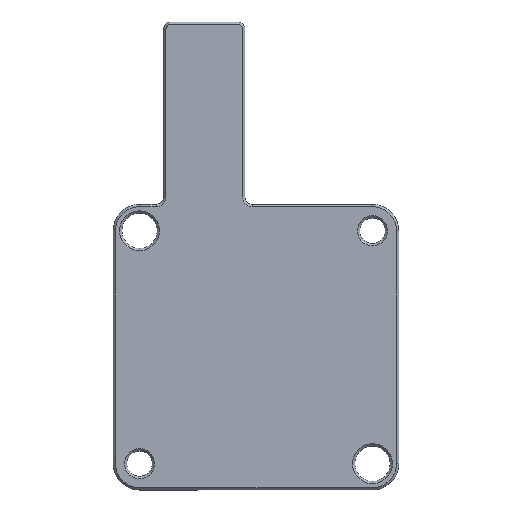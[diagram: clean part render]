
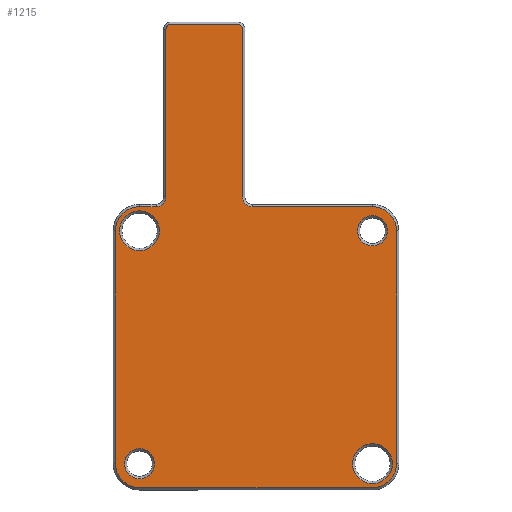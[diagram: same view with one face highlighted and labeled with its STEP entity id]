
A CAD part, front view. The second image highlights one B-rep face of the part: STEP entity #1215.
In plain terms, the highlighted planar face has unit normal (0, -1, 0).
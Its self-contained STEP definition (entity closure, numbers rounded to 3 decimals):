
#28=FACE_BOUND('',#203,.T.);
#29=FACE_BOUND('',#204,.T.);
#30=FACE_BOUND('',#205,.T.);
#31=FACE_BOUND('',#206,.T.);
#77=PLANE('',#1315);
#129=FACE_OUTER_BOUND('',#202,.T.);
#202=EDGE_LOOP('',(#925,#926,#927,#928,#929,#930,#931,#932,#933,#934,#935,
#936,#937,#938,#939,#940));
#203=EDGE_LOOP('',(#941));
#204=EDGE_LOOP('',(#942));
#205=EDGE_LOOP('',(#943));
#206=EDGE_LOOP('',(#944));
#260=CIRCLE('',#1267,0.7);
#262=CIRCLE('',#1271,1.3);
#264=CIRCLE('',#1275,3.2);
#266=CIRCLE('',#1279,3.2);
#268=CIRCLE('',#1283,3.2);
#270=CIRCLE('',#1287,3.2);
#272=CIRCLE('',#1291,1.3);
#274=CIRCLE('',#1295,0.7);
#277=CIRCLE('',#1316,2.);
#278=CIRCLE('',#1317,2.65);
#279=CIRCLE('',#1318,2.65);
#280=CIRCLE('',#1319,2.);
#307=LINE('',#1791,#417);
#311=LINE('',#1803,#421);
#315=LINE('',#1815,#425);
#319=LINE('',#1827,#429);
#323=LINE('',#1839,#433);
#327=LINE('',#1851,#437);
#331=LINE('',#1863,#441);
#335=LINE('',#1874,#445);
#417=VECTOR('',#1411,10.);
#421=VECTOR('',#1423,10.);
#425=VECTOR('',#1435,10.);
#429=VECTOR('',#1447,10.);
#433=VECTOR('',#1459,10.);
#437=VECTOR('',#1471,10.);
#441=VECTOR('',#1483,10.);
#445=VECTOR('',#1495,10.);
#525=VERTEX_POINT('',#1781);
#528=VERTEX_POINT('',#1786);
#529=VERTEX_POINT('',#1790);
#531=VERTEX_POINT('',#1796);
#533=VERTEX_POINT('',#1802);
#535=VERTEX_POINT('',#1808);
#537=VERTEX_POINT('',#1814);
#539=VERTEX_POINT('',#1820);
#541=VERTEX_POINT('',#1826);
#543=VERTEX_POINT('',#1832);
#545=VERTEX_POINT('',#1838);
#547=VERTEX_POINT('',#1844);
#549=VERTEX_POINT('',#1850);
#551=VERTEX_POINT('',#1856);
#553=VERTEX_POINT('',#1862);
#555=VERTEX_POINT('',#1868);
#578=VERTEX_POINT('',#1936);
#579=VERTEX_POINT('',#1938);
#580=VERTEX_POINT('',#1940);
#581=VERTEX_POINT('',#1942);
#638=EDGE_CURVE('',#528,#525,#260,.T.);
#639=EDGE_CURVE('',#525,#529,#307,.T.);
#644=EDGE_CURVE('',#529,#531,#262,.T.);
#645=EDGE_CURVE('',#531,#533,#311,.T.);
#650=EDGE_CURVE('',#533,#535,#264,.T.);
#651=EDGE_CURVE('',#535,#537,#315,.T.);
#656=EDGE_CURVE('',#537,#539,#266,.T.);
#657=EDGE_CURVE('',#539,#541,#319,.T.);
#662=EDGE_CURVE('',#541,#543,#268,.T.);
#663=EDGE_CURVE('',#543,#545,#323,.T.);
#668=EDGE_CURVE('',#545,#547,#270,.T.);
#669=EDGE_CURVE('',#547,#549,#327,.T.);
#674=EDGE_CURVE('',#549,#551,#272,.T.);
#675=EDGE_CURVE('',#551,#553,#331,.T.);
#680=EDGE_CURVE('',#553,#555,#274,.T.);
#681=EDGE_CURVE('',#555,#528,#335,.T.);
#713=EDGE_CURVE('',#578,#578,#277,.T.);
#714=EDGE_CURVE('',#579,#579,#278,.T.);
#715=EDGE_CURVE('',#580,#580,#279,.T.);
#716=EDGE_CURVE('',#581,#581,#280,.T.);
#925=ORIENTED_EDGE('',*,*,#638,.F.);
#926=ORIENTED_EDGE('',*,*,#681,.F.);
#927=ORIENTED_EDGE('',*,*,#680,.F.);
#928=ORIENTED_EDGE('',*,*,#675,.F.);
#929=ORIENTED_EDGE('',*,*,#674,.F.);
#930=ORIENTED_EDGE('',*,*,#669,.F.);
#931=ORIENTED_EDGE('',*,*,#668,.F.);
#932=ORIENTED_EDGE('',*,*,#663,.F.);
#933=ORIENTED_EDGE('',*,*,#662,.F.);
#934=ORIENTED_EDGE('',*,*,#657,.F.);
#935=ORIENTED_EDGE('',*,*,#656,.F.);
#936=ORIENTED_EDGE('',*,*,#651,.F.);
#937=ORIENTED_EDGE('',*,*,#650,.F.);
#938=ORIENTED_EDGE('',*,*,#645,.F.);
#939=ORIENTED_EDGE('',*,*,#644,.F.);
#940=ORIENTED_EDGE('',*,*,#639,.F.);
#941=ORIENTED_EDGE('',*,*,#713,.F.);
#942=ORIENTED_EDGE('',*,*,#714,.F.);
#943=ORIENTED_EDGE('',*,*,#715,.F.);
#944=ORIENTED_EDGE('',*,*,#716,.F.);
#1215=ADVANCED_FACE('',(#129,#28,#29,#30,#31),#77,.F.);
#1267=AXIS2_PLACEMENT_3D('',#1788,#1407,#1408);
#1271=AXIS2_PLACEMENT_3D('',#1800,#1419,#1420);
#1275=AXIS2_PLACEMENT_3D('',#1812,#1431,#1432);
#1279=AXIS2_PLACEMENT_3D('',#1824,#1443,#1444);
#1283=AXIS2_PLACEMENT_3D('',#1836,#1455,#1456);
#1287=AXIS2_PLACEMENT_3D('',#1848,#1467,#1468);
#1291=AXIS2_PLACEMENT_3D('',#1860,#1479,#1480);
#1295=AXIS2_PLACEMENT_3D('',#1872,#1491,#1492);
#1315=AXIS2_PLACEMENT_3D('',#1935,#1553,#1554);
#1316=AXIS2_PLACEMENT_3D('',#1937,#1555,#1556);
#1317=AXIS2_PLACEMENT_3D('',#1939,#1557,#1558);
#1318=AXIS2_PLACEMENT_3D('',#1941,#1559,#1560);
#1319=AXIS2_PLACEMENT_3D('',#1943,#1561,#1562);
#1407=DIRECTION('center_axis',(0.,1.,0.));
#1408=DIRECTION('ref_axis',(0.707,0.,0.707));
#1411=DIRECTION('',(0.,0.,-1.));
#1419=DIRECTION('center_axis',(0.,-1.,0.));
#1420=DIRECTION('ref_axis',(-0.707,0.,-0.707));
#1423=DIRECTION('',(1.,0.,0.));
#1431=DIRECTION('center_axis',(0.,1.,0.));
#1432=DIRECTION('ref_axis',(1.,0.,0.));
#1435=DIRECTION('',(0.,0.,-1.));
#1443=DIRECTION('center_axis',(0.,1.,0.));
#1444=DIRECTION('ref_axis',(1.,0.,0.));
#1447=DIRECTION('',(-1.,0.,0.));
#1455=DIRECTION('center_axis',(0.,1.,0.));
#1456=DIRECTION('ref_axis',(-1.,0.,0.));
#1459=DIRECTION('',(0.,0.,1.));
#1467=DIRECTION('center_axis',(0.,1.,0.));
#1468=DIRECTION('ref_axis',(-1.,0.,0.));
#1471=DIRECTION('',(1.,0.,0.));
#1479=DIRECTION('center_axis',(0.,-1.,0.));
#1480=DIRECTION('ref_axis',(0.707,0.,-0.707));
#1483=DIRECTION('',(0.,0.,1.));
#1491=DIRECTION('center_axis',(0.,1.,0.));
#1492=DIRECTION('ref_axis',(-0.707,0.,0.707));
#1495=DIRECTION('',(1.,0.,0.));
#1553=DIRECTION('center_axis',(0.,1.,0.));
#1554=DIRECTION('ref_axis',(1.,0.,0.));
#1555=DIRECTION('center_axis',(0.,-1.,0.));
#1556=DIRECTION('ref_axis',(1.,0.,0.));
#1557=DIRECTION('center_axis',(0.,-1.,0.));
#1558=DIRECTION('ref_axis',(1.,0.,0.));
#1559=DIRECTION('center_axis',(0.,-1.,0.));
#1560=DIRECTION('ref_axis',(1.,0.,0.));
#1561=DIRECTION('center_axis',(0.,-1.,0.));
#1562=DIRECTION('ref_axis',(1.,0.,0.));
#1781=CARTESIAN_POINT('',(-1.782,38.45,61.376));
#1786=CARTESIAN_POINT('',(-2.482,38.45,62.076));
#1788=CARTESIAN_POINT('Origin',(-2.482,38.45,61.376));
#1790=CARTESIAN_POINT('',(-1.782,38.45,39.1));
#1791=CARTESIAN_POINT('',(-1.782,38.45,40.738));
#1796=CARTESIAN_POINT('',(-0.482,38.45,37.8));
#1800=CARTESIAN_POINT('Origin',(-0.482,38.45,39.1));
#1802=CARTESIAN_POINT('',(15.5,38.45,37.8));
#1803=CARTESIAN_POINT('',(-7.75,38.45,37.8));
#1808=CARTESIAN_POINT('',(18.7,38.45,34.6));
#1812=CARTESIAN_POINT('Origin',(15.5,38.45,34.6));
#1814=CARTESIAN_POINT('',(18.7,38.45,3.6));
#1815=CARTESIAN_POINT('',(18.7,38.45,26.85));
#1820=CARTESIAN_POINT('',(15.5,38.45,0.4));
#1824=CARTESIAN_POINT('Origin',(15.5,38.45,3.6));
#1826=CARTESIAN_POINT('',(-15.5,38.45,0.4));
#1827=CARTESIAN_POINT('',(7.75,38.45,0.4));
#1832=CARTESIAN_POINT('',(-18.7,38.45,3.6));
#1836=CARTESIAN_POINT('Origin',(-15.5,38.45,3.6));
#1838=CARTESIAN_POINT('',(-18.7,38.45,34.6));
#1839=CARTESIAN_POINT('',(-18.7,38.45,11.35));
#1844=CARTESIAN_POINT('',(-15.5,38.45,37.8));
#1848=CARTESIAN_POINT('Origin',(-15.5,38.45,34.6));
#1850=CARTESIAN_POINT('',(-13.282,38.45,37.8));
#1851=CARTESIAN_POINT('',(-7.75,38.45,37.8));
#1856=CARTESIAN_POINT('',(-11.982,38.45,39.1));
#1860=CARTESIAN_POINT('Origin',(-13.282,38.45,39.1));
#1862=CARTESIAN_POINT('',(-11.982,38.45,61.376));
#1863=CARTESIAN_POINT('',(-11.982,38.45,28.6));
#1868=CARTESIAN_POINT('',(-11.282,38.45,62.076));
#1872=CARTESIAN_POINT('Origin',(-11.282,38.45,61.376));
#1874=CARTESIAN_POINT('',(-6.141,38.45,62.076));
#1935=CARTESIAN_POINT('Origin',(0.,38.45,19.1));
#1936=CARTESIAN_POINT('',(-17.5,38.45,3.6));
#1937=CARTESIAN_POINT('Origin',(-15.5,38.45,3.6));
#1938=CARTESIAN_POINT('',(-18.15,38.45,34.6));
#1939=CARTESIAN_POINT('Origin',(-15.5,38.45,34.6));
#1940=CARTESIAN_POINT('',(12.85,38.45,3.6));
#1941=CARTESIAN_POINT('Origin',(15.5,38.45,3.6));
#1942=CARTESIAN_POINT('',(13.5,38.45,34.6));
#1943=CARTESIAN_POINT('Origin',(15.5,38.45,34.6));
